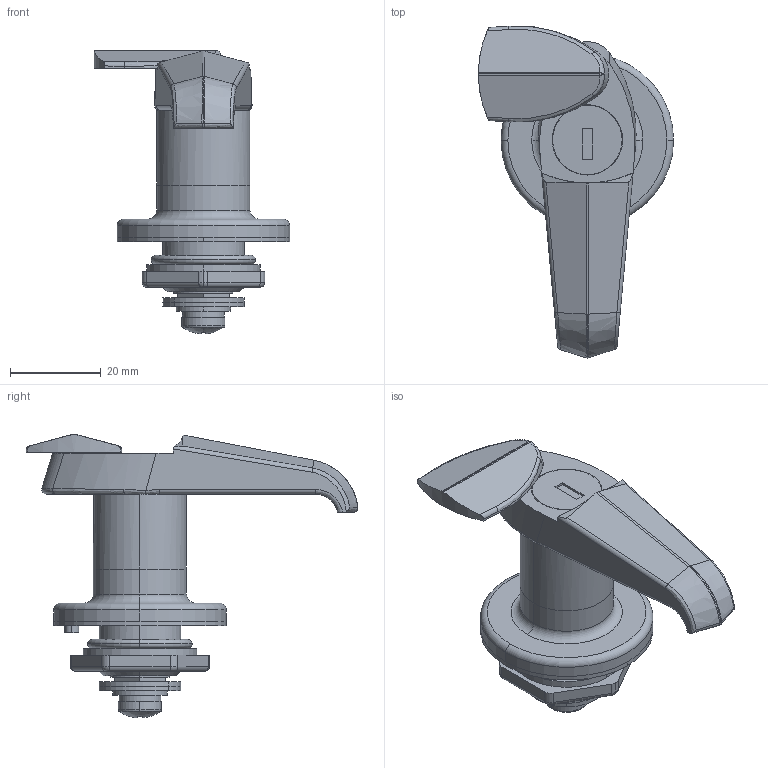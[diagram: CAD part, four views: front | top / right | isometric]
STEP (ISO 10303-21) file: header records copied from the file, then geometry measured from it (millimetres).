
FILE_DESCRIPTION (( 'STEP AP203' ), '1' );
FILE_NAME ('sone3D.STEP', '2016-03-02T05:45:34', ( '' ), ( '' ), 'SwSTEP 2.0', 'SolidWorks 2012', '' );
FILE_SCHEMA (( 'CONFIG_CONTROL_DESIGN' ));
Length unit declared in the file: millimetre
Products named in the file (12): sone3D; 廫帤寠晅側傋偹偠M5_M5 x 10; ダミーローター__#200-4_; A-1140-6M18僫僢僩_岞; A-1140-6受座_; スプリングワッシャーM5_JIS B 1251 No.2 5; A-1140-6儕儞僌儚僢僔儍乕_; 暯儚僢僔儍乕M5暲娵_M5-冇12亊冇5.3亊t1; 仩8僗儁乕僒乕_冇18亊仩8亊t1; A-1140-6パッキン_; A-1140-6キャップ_; A-1140-6本体_
Assembly tree (12 placements, depth 2):
  sone3D
    A-1140-6本体_
    A-1140-6キャップ_
    A-1140-6パッキン_
    仩8僗儁乕僒乕_冇18亊仩8亊t1  x2
    暯儚僢僔儍乕M5暲娵_M5-冇12亊冇5.3亊t1
    A-1140-6儕儞僌儚僢僔儍乕_
    スプリングワッシャーM5_JIS B 1251 No.2 5
    A-1140-6受座_
    A-1140-6M18僫僢僩_岞
    ダミーローター__#200-4_
    廫帤寠晅側傋偹偠M5_M5 x 10
Bounding box: 43 x 73.07 x 62.47 mm (x, y, z)
Volume: 25154.2 mm3; surface area: 20597.6 mm2
Topology: 12 solids, 12 shells, 274 faces, 664 edges, 424 vertices
Faces by surface type: plane 110, cylinder 106, bspline 25, torus 20, cone 9, sphere 4
Entity records: 10506 total; most frequent: CARTESIAN_POINT 2987, DIRECTION 1349, ORIENTED_EDGE 1282, EDGE_CURVE 641, AXIS2_PLACEMENT_3D 535, VERTEX_POINT 410, EDGE_LOOP 295, CIRCLE 279
